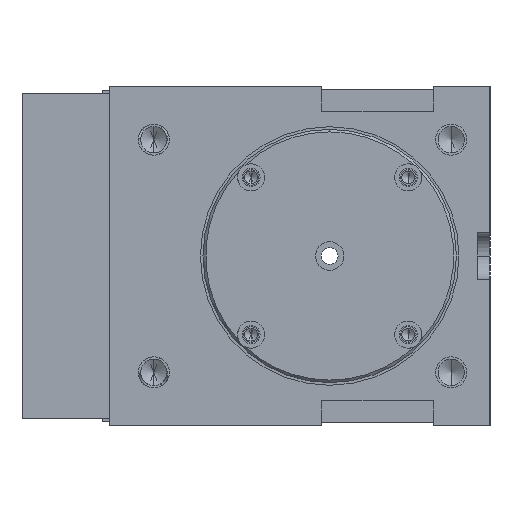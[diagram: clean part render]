
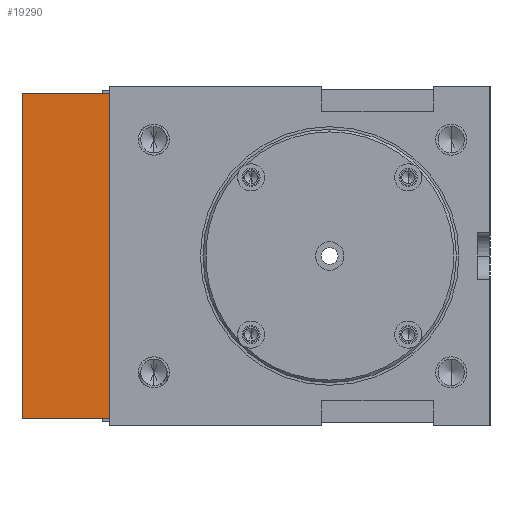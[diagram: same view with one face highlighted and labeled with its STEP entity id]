
A CAD part, left-side view. The second image highlights one B-rep face of the part: STEP entity #19290.
In plain terms, the highlighted planar face has unit normal (-1, 0, 0).
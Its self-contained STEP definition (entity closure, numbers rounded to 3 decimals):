
#10257 = CARTESIAN_POINT ( 'NONE',  ( 2., 181., -63. ) ) ;
#10292 = PLANE ( 'NONE',  #10375 ) ;
#10329 = DIRECTION ( 'NONE',  ( 0., -1., 0. ) ) ;
#10330 = VECTOR ( 'NONE', #10329, 1000. ) ;
#10339 = DIRECTION ( 'NONE',  ( 0., 1., 0. ) ) ;
#10340 = CARTESIAN_POINT ( 'NONE',  ( 2., 181., 63. ) ) ;
#10346 = CARTESIAN_POINT ( 'NONE',  ( 2., 147., -63. ) ) ;
#10358 = DIRECTION ( 'NONE',  ( 1., 0., 0. ) ) ;
#10359 = CARTESIAN_POINT ( 'NONE',  ( 2., 181., 63. ) ) ;
#10364 = FACE_OUTER_BOUND ( 'NONE', #19363, .T. ) ;
#10370 = LINE ( 'NONE', #10340, #10330 ) ;
#10375 = AXIS2_PLACEMENT_3D ( 'NONE', #10359, #10358, #10339 ) ;
#10416 = CARTESIAN_POINT ( 'NONE',  ( 2., 181., 63. ) ) ;
#10475 = CARTESIAN_POINT ( 'NONE',  ( 2., 181., 63. ) ) ;
#10546 = CARTESIAN_POINT ( 'NONE',  ( 2., 147., 63. ) ) ;
#10548 = DIRECTION ( 'NONE',  ( 0., 0., -1. ) ) ;
#10550 = VECTOR ( 'NONE', #10548, 1000. ) ;
#10566 = LINE ( 'NONE', #10475, #10550 ) ;
#10574 = DIRECTION ( 'NONE',  ( 0., 0., -1. ) ) ;
#10575 = VECTOR ( 'NONE', #10574, 1000. ) ;
#10576 = CARTESIAN_POINT ( 'NONE',  ( 2., 147., 63. ) ) ;
#10611 = DIRECTION ( 'NONE',  ( 0., -1., 0. ) ) ;
#10612 = VECTOR ( 'NONE', #10611, 1000. ) ;
#10613 = CARTESIAN_POINT ( 'NONE',  ( 2., 181., -63. ) ) ;
#10615 = LINE ( 'NONE', #10613, #10612 ) ;
#10623 = LINE ( 'NONE', #10576, #10575 ) ;
#19290 = ADVANCED_FACE ( 'NONE', ( #10364 ), #10292, .F. ) ;
#19291 = VERTEX_POINT ( 'NONE', #10346 ) ;
#19292 = ORIENTED_EDGE ( 'NONE', *, *, #19374, .F. ) ;
#19293 = EDGE_CURVE ( 'NONE', #19311, #19354, #10370, .T. ) ;
#19295 = ORIENTED_EDGE ( 'NONE', *, *, #19293, .F. ) ;
#19305 = VERTEX_POINT ( 'NONE', #10257 ) ;
#19311 = VERTEX_POINT ( 'NONE', #10416 ) ;
#19347 = EDGE_CURVE ( 'NONE', #19311, #19305, #10566, .T. ) ;
#19349 = ORIENTED_EDGE ( 'NONE', *, *, #19347, .T. ) ;
#19354 = VERTEX_POINT ( 'NONE', #10546 ) ;
#19359 = EDGE_CURVE ( 'NONE', #19305, #19291, #10615, .T. ) ;
#19363 = EDGE_LOOP ( 'NONE', ( #19375, #19292, #19295, #19349 ) ) ;
#19374 = EDGE_CURVE ( 'NONE', #19354, #19291, #10623, .T. ) ;
#19375 = ORIENTED_EDGE ( 'NONE', *, *, #19359, .T. ) ;
